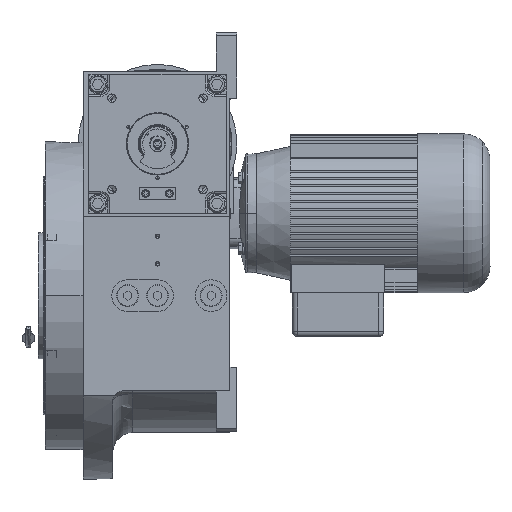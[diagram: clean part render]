
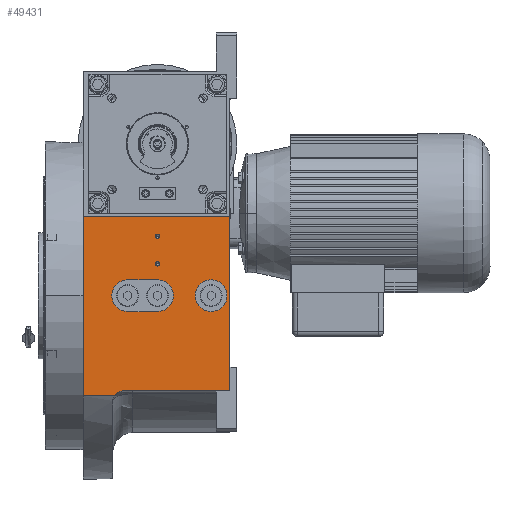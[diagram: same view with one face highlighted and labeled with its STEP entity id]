
A CAD part, left-side view. The second image highlights one B-rep face of the part: STEP entity #49431.
In plain terms, the highlighted planar face has unit normal (-1, 0, 0).
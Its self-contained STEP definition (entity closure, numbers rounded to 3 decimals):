
#135 = EDGE_CURVE ( 'NONE', #32543, #23687, #21585, .T. ) ;
#2339 = CARTESIAN_POINT ( 'NONE',  ( -155., 43.657, -100.995 ) ) ;
#2998 = FACE_BOUND ( 'NONE', #132569, .T. ) ;
#6193 = DIRECTION ( 'NONE',  ( 0., -1., 0. ) ) ;
#6213 = VERTEX_POINT ( 'NONE', #67005 ) ;
#7859 = VERTEX_POINT ( 'NONE', #136291 ) ;
#8277 = EDGE_LOOP ( 'NONE', ( #61986, #88802 ) ) ;
#9148 = ORIENTED_EDGE ( 'NONE', *, *, #138900, .F. ) ;
#9842 = CIRCLE ( 'NONE', #28474, 2.1 ) ;
#13866 = LINE ( 'NONE', #48012, #113879 ) ;
#14970 = DIRECTION ( 'NONE',  ( 0., 0., -1. ) ) ;
#15275 = DIRECTION ( 'NONE',  ( 0., -1., 0. ) ) ;
#17009 = VERTEX_POINT ( 'NONE', #114616 ) ;
#17065 = CARTESIAN_POINT ( 'NONE',  ( -155., 75., -100.995 ) ) ;
#17832 = DIRECTION ( 'NONE',  ( 1., 0., 0. ) ) ;
#18334 = CARTESIAN_POINT ( 'NONE',  ( -155., 0., 32. ) ) ;
#21537 = VECTOR ( 'NONE', #61100, 1000. ) ;
#21585 = CIRCLE ( 'NONE', #100628, 16. ) ;
#22702 = AXIS2_PLACEMENT_3D ( 'NONE', #110415, #121313, #108957 ) ;
#22965 = EDGE_CURVE ( 'NONE', #6213, #40083, #27750, .T. ) ;
#23155 = CARTESIAN_POINT ( 'NONE',  ( -155., 0., 60. ) ) ;
#23268 = DIRECTION ( 'NONE',  ( 0., -1., 0. ) ) ;
#23687 = VERTEX_POINT ( 'NONE', #52906 ) ;
#23784 = CARTESIAN_POINT ( 'NONE',  ( -155., 35., -96. ) ) ;
#24523 = CARTESIAN_POINT ( 'NONE',  ( -155., -73., -96. ) ) ;
#24605 = ORIENTED_EDGE ( 'NONE', *, *, #22965, .F. ) ;
#24814 = CARTESIAN_POINT ( 'NONE',  ( -155., -70., 0. ) ) ;
#25569 = FACE_BOUND ( 'NONE', #126882, .T. ) ;
#26018 = VERTEX_POINT ( 'NONE', #115749 ) ;
#26985 = FACE_OUTER_BOUND ( 'NONE', #91725, .T. ) ;
#27242 = CARTESIAN_POINT ( 'NONE',  ( -155., 2.1, 32. ) ) ;
#27750 = CIRCLE ( 'NONE', #113633, 16. ) ;
#28474 = AXIS2_PLACEMENT_3D ( 'NONE', #118906, #17832, #6193 ) ;
#28808 = VECTOR ( 'NONE', #141978, 1000. ) ;
#29318 = EDGE_LOOP ( 'NONE', ( #127811, #89782 ) ) ;
#29520 = VECTOR ( 'NONE', #57670, 1000. ) ;
#31431 = AXIS2_PLACEMENT_3D ( 'NONE', #23155, #92213, #90791 ) ;
#32032 = VERTEX_POINT ( 'NONE', #65957 ) ;
#32543 = VERTEX_POINT ( 'NONE', #24814 ) ;
#33055 = CARTESIAN_POINT ( 'NONE',  ( -155., 30., -16. ) ) ;
#33828 = CIRCLE ( 'NONE', #70947, 10. ) ;
#33974 = CARTESIAN_POINT ( 'NONE',  ( -155., 75., 80. ) ) ;
#34556 = EDGE_CURVE ( 'NONE', #122426, #86243, #33828, .T. ) ;
#34646 = ORIENTED_EDGE ( 'NONE', *, *, #46452, .T. ) ;
#34976 = CARTESIAN_POINT ( 'NONE',  ( -155., -2.1, 60. ) ) ;
#36933 = EDGE_CURVE ( 'NONE', #93152, #17009, #108655, .T. ) ;
#38949 = DIRECTION ( 'NONE',  ( -1., 0., 0. ) ) ;
#39921 = CARTESIAN_POINT ( 'NONE',  ( -155., -54., 0. ) ) ;
#40083 = VERTEX_POINT ( 'NONE', #110097 ) ;
#42342 = EDGE_CURVE ( 'NONE', #32032, #89144, #81139, .T. ) ;
#43004 = DIRECTION ( 'NONE',  ( 1., 0., 0. ) ) ;
#44337 = CARTESIAN_POINT ( 'NONE',  ( -155., -2.1, 32. ) ) ;
#45819 = EDGE_CURVE ( 'NONE', #111964, #86243, #124186, .T. ) ;
#46452 = EDGE_CURVE ( 'NONE', #7859, #89144, #140449, .T. ) ;
#48012 = CARTESIAN_POINT ( 'NONE',  ( -155., 30., -16. ) ) ;
#48425 = CARTESIAN_POINT ( 'NONE',  ( -155., 0., 0. ) ) ;
#49431 = ADVANCED_FACE ( 'NONE', ( #2998, #25569, #82265, #126653, #26985 ), #71323, .T. ) ;
#52906 = CARTESIAN_POINT ( 'NONE',  ( -155., -38., 0. ) ) ;
#53996 = EDGE_CURVE ( 'NONE', #26018, #120040, #125495, .T. ) ;
#54778 = VECTOR ( 'NONE', #113281, 1000. ) ;
#57670 = DIRECTION ( 'NONE',  ( 0., 1., 0. ) ) ;
#60523 = VECTOR ( 'NONE', #126933, 1000. ) ;
#61100 = DIRECTION ( 'NONE',  ( 0., 1., 0. ) ) ;
#61246 = AXIS2_PLACEMENT_3D ( 'NONE', #18334, #43004, #65564 ) ;
#61711 = CIRCLE ( 'NONE', #92284, 16. ) ;
#61986 = ORIENTED_EDGE ( 'NONE', *, *, #116246, .T. ) ;
#65564 = DIRECTION ( 'NONE',  ( 0., 1., 0. ) ) ;
#65957 = CARTESIAN_POINT ( 'NONE',  ( -155., 75., -100.995 ) ) ;
#66182 = ORIENTED_EDGE ( 'NONE', *, *, #34556, .T. ) ;
#67005 = CARTESIAN_POINT ( 'NONE',  ( -155., 0., -16. ) ) ;
#70947 = AXIS2_PLACEMENT_3D ( 'NONE', #115700, #85093, #85816 ) ;
#71323 = PLANE ( 'NONE',  #22702 ) ;
#73376 = DIRECTION ( 'NONE',  ( -1., 0., 0. ) ) ;
#75611 = CARTESIAN_POINT ( 'NONE',  ( -155., 0., 60. ) ) ;
#77763 = ORIENTED_EDGE ( 'NONE', *, *, #93107, .T. ) ;
#79526 = EDGE_CURVE ( 'NONE', #85772, #139257, #9842, .T. ) ;
#81139 = LINE ( 'NONE', #17065, #60523 ) ;
#81868 = ORIENTED_EDGE ( 'NONE', *, *, #108770, .F. ) ;
#82265 = FACE_BOUND ( 'NONE', #8277, .T. ) ;
#83732 = CARTESIAN_POINT ( 'NONE',  ( -155., -73., 80. ) ) ;
#83806 = LINE ( 'NONE', #106380, #28808 ) ;
#84444 = ORIENTED_EDGE ( 'NONE', *, *, #42342, .F. ) ;
#85093 = DIRECTION ( 'NONE',  ( 1., 0., 0. ) ) ;
#85626 = DIRECTION ( 'NONE',  ( 0., 0., 1. ) ) ;
#85772 = VERTEX_POINT ( 'NONE', #44337 ) ;
#85816 = DIRECTION ( 'NONE',  ( 0., 0.866, 0.5 ) ) ;
#86243 = VERTEX_POINT ( 'NONE', #23784 ) ;
#88323 = AXIS2_PLACEMENT_3D ( 'NONE', #142375, #97266, #85626 ) ;
#88802 = ORIENTED_EDGE ( 'NONE', *, *, #79526, .T. ) ;
#89144 = VERTEX_POINT ( 'NONE', #33974 ) ;
#89782 = ORIENTED_EDGE ( 'NONE', *, *, #36933, .T. ) ;
#90791 = DIRECTION ( 'NONE',  ( 0., 1., 0. ) ) ;
#91607 = CARTESIAN_POINT ( 'NONE',  ( -155., -54., 0. ) ) ;
#91725 = EDGE_LOOP ( 'NONE', ( #77763, #34646, #84444, #81868, #66182, #125222 ) ) ;
#91776 = CIRCLE ( 'NONE', #31431, 2.1 ) ;
#92213 = DIRECTION ( 'NONE',  ( 1., 0., 0. ) ) ;
#92284 = AXIS2_PLACEMENT_3D ( 'NONE', #39921, #73376, #93073 ) ;
#93073 = DIRECTION ( 'NONE',  ( 0., 1., 0. ) ) ;
#93107 = EDGE_CURVE ( 'NONE', #111964, #7859, #83806, .T. ) ;
#93152 = VERTEX_POINT ( 'NONE', #34976 ) ;
#93829 = ORIENTED_EDGE ( 'NONE', *, *, #110842, .F. ) ;
#93840 = CARTESIAN_POINT ( 'NONE',  ( -155., -73., -96. ) ) ;
#97266 = DIRECTION ( 'NONE',  ( -1., 0., 0. ) ) ;
#100073 = EDGE_CURVE ( 'NONE', #40083, #26018, #102070, .T. ) ;
#100408 = ORIENTED_EDGE ( 'NONE', *, *, #100073, .F. ) ;
#100628 = AXIS2_PLACEMENT_3D ( 'NONE', #91607, #122934, #23268 ) ;
#102070 = LINE ( 'NONE', #132675, #29520 ) ;
#106380 = CARTESIAN_POINT ( 'NONE',  ( -155., -73., -96. ) ) ;
#106950 = LINE ( 'NONE', #119249, #21537 ) ;
#107665 = DIRECTION ( 'NONE',  ( 0., -1., 0. ) ) ;
#108655 = CIRCLE ( 'NONE', #141181, 2.1 ) ;
#108770 = EDGE_CURVE ( 'NONE', #122426, #32032, #106950, .T. ) ;
#108957 = DIRECTION ( 'NONE',  ( 0., 0., 1. ) ) ;
#110097 = CARTESIAN_POINT ( 'NONE',  ( -155., 0., 16. ) ) ;
#110415 = CARTESIAN_POINT ( 'NONE',  ( -155., -73., -100.995 ) ) ;
#110842 = EDGE_CURVE ( 'NONE', #120040, #6213, #13866, .T. ) ;
#111964 = VERTEX_POINT ( 'NONE', #93840 ) ;
#113281 = DIRECTION ( 'NONE',  ( 0., 1., 0. ) ) ;
#113633 = AXIS2_PLACEMENT_3D ( 'NONE', #48425, #38949, #14970 ) ;
#113879 = VECTOR ( 'NONE', #15275, 1000. ) ;
#114616 = CARTESIAN_POINT ( 'NONE',  ( -155., 2.1, 60. ) ) ;
#115700 = CARTESIAN_POINT ( 'NONE',  ( -155., 35., -106. ) ) ;
#115749 = CARTESIAN_POINT ( 'NONE',  ( -155., 30., 16. ) ) ;
#116246 = EDGE_CURVE ( 'NONE', #139257, #85772, #133287, .T. ) ;
#118906 = CARTESIAN_POINT ( 'NONE',  ( -155., 0., 32. ) ) ;
#119249 = CARTESIAN_POINT ( 'NONE',  ( -155., 43.657, -100.995 ) ) ;
#120040 = VERTEX_POINT ( 'NONE', #33055 ) ;
#121313 = DIRECTION ( 'NONE',  ( -1., 0., 0. ) ) ;
#122426 = VERTEX_POINT ( 'NONE', #2339 ) ;
#122934 = DIRECTION ( 'NONE',  ( -1., 0., 0. ) ) ;
#124186 = LINE ( 'NONE', #24523, #54778 ) ;
#125222 = ORIENTED_EDGE ( 'NONE', *, *, #45819, .F. ) ;
#125495 = CIRCLE ( 'NONE', #88323, 16. ) ;
#126653 = FACE_BOUND ( 'NONE', #29318, .T. ) ;
#126882 = EDGE_LOOP ( 'NONE', ( #133623, #9148 ) ) ;
#126933 = DIRECTION ( 'NONE',  ( 0., 0., 1. ) ) ;
#127811 = ORIENTED_EDGE ( 'NONE', *, *, #129120, .T. ) ;
#128771 = DIRECTION ( 'NONE',  ( 1., 0., 0. ) ) ;
#129120 = EDGE_CURVE ( 'NONE', #17009, #93152, #91776, .T. ) ;
#131919 = ORIENTED_EDGE ( 'NONE', *, *, #53996, .F. ) ;
#132569 = EDGE_LOOP ( 'NONE', ( #131919, #100408, #24605, #93829 ) ) ;
#132675 = CARTESIAN_POINT ( 'NONE',  ( -155., 0., 16. ) ) ;
#133287 = CIRCLE ( 'NONE', #61246, 2.1 ) ;
#133623 = ORIENTED_EDGE ( 'NONE', *, *, #135, .F. ) ;
#133948 = VECTOR ( 'NONE', #139743, 1000. ) ;
#136291 = CARTESIAN_POINT ( 'NONE',  ( -155., -73., 80. ) ) ;
#138900 = EDGE_CURVE ( 'NONE', #23687, #32543, #61711, .T. ) ;
#139257 = VERTEX_POINT ( 'NONE', #27242 ) ;
#139743 = DIRECTION ( 'NONE',  ( 0., 1., 0. ) ) ;
#140449 = LINE ( 'NONE', #83732, #133948 ) ;
#141181 = AXIS2_PLACEMENT_3D ( 'NONE', #75611, #128771, #107665 ) ;
#141978 = DIRECTION ( 'NONE',  ( 0., 0., 1. ) ) ;
#142375 = CARTESIAN_POINT ( 'NONE',  ( -155., 30., 0. ) ) ;
